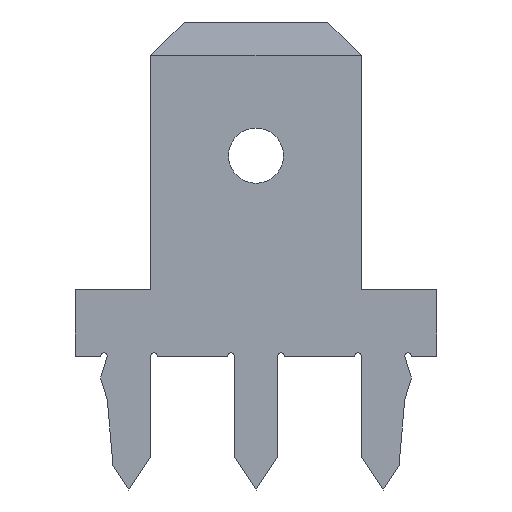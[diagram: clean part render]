
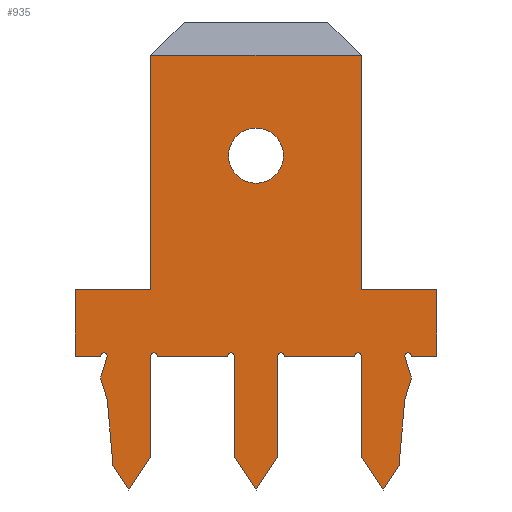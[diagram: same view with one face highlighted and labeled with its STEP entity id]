
A CAD part, front view. The second image highlights one B-rep face of the part: STEP entity #935.
In plain terms, the highlighted planar face has unit normal (0, -1, 0).
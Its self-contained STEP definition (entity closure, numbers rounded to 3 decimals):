
#290=CARTESIAN_POINT('',(0.,-0.8,-4.));
#291=DIRECTION('',(0.,-1.,0.));
#292=DIRECTION('',(1.,0.,0.));
#293=AXIS2_PLACEMENT_3D('',#290,#291,#292);
#295=CARTESIAN_POINT('',(0.,-0.8,-4.));
#296=DIRECTION('',(0.,-1.,0.));
#297=DIRECTION('',(-1.,0.,0.));
#298=AXIS2_PLACEMENT_3D('',#295,#296,#297);
#300=DIRECTION('',(-1.,0.,0.));
#301=VECTOR('',#300,6.3);
#302=CARTESIAN_POINT('',(3.15,-0.8,-1.));
#303=LINE('',#302,#301);
#304=DIRECTION('',(0.,0.,-1.));
#305=VECTOR('',#304,7.);
#306=CARTESIAN_POINT('',(3.15,-0.8,-1.));
#307=LINE('',#306,#305);
#308=DIRECTION('',(1.,0.,0.));
#309=VECTOR('',#308,2.25);
#310=CARTESIAN_POINT('',(3.15,-0.8,-8.));
#311=LINE('',#310,#309);
#312=DIRECTION('',(0.,0.,1.));
#313=VECTOR('',#312,2.);
#314=CARTESIAN_POINT('',(5.4,-0.8,-10.));
#315=LINE('',#314,#313);
#316=DIRECTION('',(-1.,0.,0.));
#317=VECTOR('',#316,0.75);
#318=CARTESIAN_POINT('',(5.4,-0.8,-10.));
#319=LINE('',#318,#317);
#320=CARTESIAN_POINT('',(4.55,-0.8,-10.));
#321=DIRECTION('',(0.,1.,0.));
#322=DIRECTION('',(-1.,0.,0.));
#323=AXIS2_PLACEMENT_3D('',#320,#321,#322);
#325=DIRECTION('',(0.294,0.,-0.956));
#326=VECTOR('',#325,0.68);
#327=CARTESIAN_POINT('',(4.45,-0.8,-10.));
#328=LINE('',#327,#326);
#329=DIRECTION('',(-0.294,0.,-0.956));
#330=VECTOR('',#329,0.68);
#331=CARTESIAN_POINT('',(4.65,-0.8,-10.65));
#332=LINE('',#331,#330);
#333=DIRECTION('',(-0.087,0.,-0.996));
#334=VECTOR('',#333,1.97);
#335=CARTESIAN_POINT('',(4.45,-0.8,-11.3));
#336=LINE('',#335,#334);
#337=DIRECTION('',(-0.544,0.,-0.839));
#338=VECTOR('',#337,0.879);
#339=CARTESIAN_POINT('',(4.278,-0.8,-13.263));
#340=LINE('',#339,#338);
#341=DIRECTION('',(-0.545,0.,0.838));
#342=VECTOR('',#341,1.193);
#343=CARTESIAN_POINT('',(3.8,-0.8,-14.));
#344=LINE('',#343,#342);
#345=DIRECTION('',(0.,0.,1.));
#346=VECTOR('',#345,3.);
#347=CARTESIAN_POINT('',(3.15,-0.8,-13.));
#348=LINE('',#347,#346);
#349=CARTESIAN_POINT('',(3.05,-0.8,-10.));
#350=DIRECTION('',(0.,1.,0.));
#351=DIRECTION('',(-1.,0.,0.));
#352=AXIS2_PLACEMENT_3D('',#349,#350,#351);
#354=DIRECTION('',(-1.,0.,0.));
#355=VECTOR('',#354,2.1);
#356=CARTESIAN_POINT('',(2.95,-0.8,-10.));
#357=LINE('',#356,#355);
#358=CARTESIAN_POINT('',(0.75,-0.8,-10.));
#359=DIRECTION('',(0.,1.,0.));
#360=DIRECTION('',(-1.,0.,0.));
#361=AXIS2_PLACEMENT_3D('',#358,#359,#360);
#363=DIRECTION('',(0.,0.,-1.));
#364=VECTOR('',#363,3.);
#365=CARTESIAN_POINT('',(0.65,-0.8,-10.));
#366=LINE('',#365,#364);
#367=DIRECTION('',(-0.545,0.,-0.838));
#368=VECTOR('',#367,1.193);
#369=CARTESIAN_POINT('',(0.65,-0.8,-13.));
#370=LINE('',#369,#368);
#371=DIRECTION('',(-0.545,0.,0.838));
#372=VECTOR('',#371,1.193);
#373=CARTESIAN_POINT('',(0.,-0.8,-14.));
#374=LINE('',#373,#372);
#375=DIRECTION('',(0.,0.,1.));
#376=VECTOR('',#375,3.);
#377=CARTESIAN_POINT('',(-0.65,-0.8,-13.));
#378=LINE('',#377,#376);
#379=CARTESIAN_POINT('',(-0.75,-0.8,-10.));
#380=DIRECTION('',(0.,1.,0.));
#381=DIRECTION('',(-1.,0.,0.));
#382=AXIS2_PLACEMENT_3D('',#379,#380,#381);
#384=DIRECTION('',(-1.,0.,0.));
#385=VECTOR('',#384,2.1);
#386=CARTESIAN_POINT('',(-0.85,-0.8,-10.));
#387=LINE('',#386,#385);
#388=CARTESIAN_POINT('',(-3.05,-0.8,-10.));
#389=DIRECTION('',(0.,1.,0.));
#390=DIRECTION('',(-1.,0.,0.));
#391=AXIS2_PLACEMENT_3D('',#388,#389,#390);
#393=DIRECTION('',(0.,0.,-1.));
#394=VECTOR('',#393,3.);
#395=CARTESIAN_POINT('',(-3.15,-0.8,-10.));
#396=LINE('',#395,#394);
#397=DIRECTION('',(-0.545,0.,-0.838));
#398=VECTOR('',#397,1.193);
#399=CARTESIAN_POINT('',(-3.15,-0.8,-13.));
#400=LINE('',#399,#398);
#401=DIRECTION('',(-0.544,0.,0.839));
#402=VECTOR('',#401,0.879);
#403=CARTESIAN_POINT('',(-3.8,-0.8,-14.));
#404=LINE('',#403,#402);
#405=DIRECTION('',(-0.087,0.,0.996));
#406=VECTOR('',#405,1.97);
#407=CARTESIAN_POINT('',(-4.278,-0.8,-13.263));
#408=LINE('',#407,#406);
#409=DIRECTION('',(-0.294,0.,0.956));
#410=VECTOR('',#409,0.68);
#411=CARTESIAN_POINT('',(-4.45,-0.8,-11.3));
#412=LINE('',#411,#410);
#413=DIRECTION('',(0.294,0.,0.956));
#414=VECTOR('',#413,0.68);
#415=CARTESIAN_POINT('',(-4.65,-0.8,-10.65));
#416=LINE('',#415,#414);
#417=CARTESIAN_POINT('',(-4.55,-0.8,-10.));
#418=DIRECTION('',(0.,1.,0.));
#419=DIRECTION('',(-1.,0.,0.));
#420=AXIS2_PLACEMENT_3D('',#417,#418,#419);
#422=DIRECTION('',(-1.,0.,0.));
#423=VECTOR('',#422,0.75);
#424=CARTESIAN_POINT('',(-4.65,-0.8,-10.));
#425=LINE('',#424,#423);
#426=DIRECTION('',(0.,0.,-1.));
#427=VECTOR('',#426,2.);
#428=CARTESIAN_POINT('',(-5.4,-0.8,-8.));
#429=LINE('',#428,#427);
#430=DIRECTION('',(1.,0.,0.));
#431=VECTOR('',#430,2.25);
#432=CARTESIAN_POINT('',(-5.4,-0.8,-8.));
#433=LINE('',#432,#431);
#434=DIRECTION('',(0.,0.,1.));
#435=VECTOR('',#434,7.);
#436=CARTESIAN_POINT('',(-3.15,-0.8,-8.));
#437=LINE('',#436,#435);
#606=CARTESIAN_POINT('',(0.825,-0.8,-4.));
#607=CARTESIAN_POINT('',(-0.825,-0.8,-4.));
#608=VERTEX_POINT('',#606);
#609=VERTEX_POINT('',#607);
#611=CARTESIAN_POINT('',(-3.15,-0.8,-8.));
#613=VERTEX_POINT('',#611);
#615=CARTESIAN_POINT('',(3.15,-0.8,-8.));
#617=VERTEX_POINT('',#615);
#638=CARTESIAN_POINT('',(4.65,-0.8,-10.65));
#639=CARTESIAN_POINT('',(4.45,-0.8,-11.3));
#640=VERTEX_POINT('',#638);
#641=VERTEX_POINT('',#639);
#642=CARTESIAN_POINT('',(4.278,-0.8,-13.263));
#643=VERTEX_POINT('',#642);
#644=CARTESIAN_POINT('',(3.8,-0.8,-14.));
#645=VERTEX_POINT('',#644);
#646=CARTESIAN_POINT('',(3.15,-0.8,-13.));
#647=VERTEX_POINT('',#646);
#648=CARTESIAN_POINT('',(-3.15,-0.8,-13.));
#649=CARTESIAN_POINT('',(-3.8,-0.8,-14.));
#650=VERTEX_POINT('',#648);
#651=VERTEX_POINT('',#649);
#652=CARTESIAN_POINT('',(-4.278,-0.8,-13.263));
#653=VERTEX_POINT('',#652);
#654=CARTESIAN_POINT('',(-4.45,-0.8,-11.3));
#655=VERTEX_POINT('',#654);
#656=CARTESIAN_POINT('',(-4.65,-0.8,-10.65));
#657=VERTEX_POINT('',#656);
#658=CARTESIAN_POINT('',(3.15,-0.8,-1.));
#659=CARTESIAN_POINT('',(-3.15,-0.8,-1.));
#660=VERTEX_POINT('',#658);
#661=VERTEX_POINT('',#659);
#680=CARTESIAN_POINT('',(0.65,-0.8,-13.));
#681=CARTESIAN_POINT('',(0.,-0.8,-14.));
#682=VERTEX_POINT('',#680);
#683=VERTEX_POINT('',#681);
#684=CARTESIAN_POINT('',(-0.65,-0.8,-13.));
#685=VERTEX_POINT('',#684);
#718=CARTESIAN_POINT('',(5.4,-0.8,-10.));
#719=CARTESIAN_POINT('',(5.4,-0.8,-8.));
#720=VERTEX_POINT('',#718);
#721=VERTEX_POINT('',#719);
#722=CARTESIAN_POINT('',(-5.4,-0.8,-8.));
#723=CARTESIAN_POINT('',(-5.4,-0.8,-10.));
#724=VERTEX_POINT('',#722);
#725=VERTEX_POINT('',#723);
#726=CARTESIAN_POINT('',(4.45,-0.8,-10.));
#727=CARTESIAN_POINT('',(4.65,-0.8,-10.));
#728=VERTEX_POINT('',#726);
#729=VERTEX_POINT('',#727);
#730=CARTESIAN_POINT('',(2.95,-0.8,-10.));
#731=CARTESIAN_POINT('',(3.15,-0.8,-10.));
#732=VERTEX_POINT('',#730);
#733=VERTEX_POINT('',#731);
#734=CARTESIAN_POINT('',(-4.65,-0.8,-10.));
#735=CARTESIAN_POINT('',(-4.45,-0.8,-10.));
#736=VERTEX_POINT('',#734);
#737=VERTEX_POINT('',#735);
#738=CARTESIAN_POINT('',(-3.15,-0.8,-10.));
#739=CARTESIAN_POINT('',(-2.95,-0.8,-10.));
#740=VERTEX_POINT('',#738);
#741=VERTEX_POINT('',#739);
#742=CARTESIAN_POINT('',(-0.85,-0.8,-10.));
#743=CARTESIAN_POINT('',(-0.65,-0.8,-10.));
#744=VERTEX_POINT('',#742);
#745=VERTEX_POINT('',#743);
#746=CARTESIAN_POINT('',(0.65,-0.8,-10.));
#747=CARTESIAN_POINT('',(0.85,-0.8,-10.));
#748=VERTEX_POINT('',#746);
#749=VERTEX_POINT('',#747);
#858=CARTESIAN_POINT('',(0.,-0.8,0.));
#859=DIRECTION('',(0.,1.,0.));
#860=DIRECTION('',(1.,0.,0.));
#861=AXIS2_PLACEMENT_3D('',#858,#859,#860);
#862=PLANE('',#861);
#864=ORIENTED_EDGE('',*,*,#863,.F.);
#866=ORIENTED_EDGE('',*,*,#865,.T.);
#868=ORIENTED_EDGE('',*,*,#867,.T.);
#870=ORIENTED_EDGE('',*,*,#869,.F.);
#872=ORIENTED_EDGE('',*,*,#871,.T.);
#874=ORIENTED_EDGE('',*,*,#873,.F.);
#876=ORIENTED_EDGE('',*,*,#875,.T.);
#878=ORIENTED_EDGE('',*,*,#877,.T.);
#880=ORIENTED_EDGE('',*,*,#879,.T.);
#882=ORIENTED_EDGE('',*,*,#881,.T.);
#884=ORIENTED_EDGE('',*,*,#883,.T.);
#886=ORIENTED_EDGE('',*,*,#885,.T.);
#888=ORIENTED_EDGE('',*,*,#887,.F.);
#890=ORIENTED_EDGE('',*,*,#889,.T.);
#892=ORIENTED_EDGE('',*,*,#891,.F.);
#894=ORIENTED_EDGE('',*,*,#893,.T.);
#896=ORIENTED_EDGE('',*,*,#895,.T.);
#898=ORIENTED_EDGE('',*,*,#897,.T.);
#900=ORIENTED_EDGE('',*,*,#899,.T.);
#902=ORIENTED_EDGE('',*,*,#901,.F.);
#904=ORIENTED_EDGE('',*,*,#903,.T.);
#906=ORIENTED_EDGE('',*,*,#905,.F.);
#908=ORIENTED_EDGE('',*,*,#907,.T.);
#910=ORIENTED_EDGE('',*,*,#909,.T.);
#912=ORIENTED_EDGE('',*,*,#911,.T.);
#914=ORIENTED_EDGE('',*,*,#913,.T.);
#916=ORIENTED_EDGE('',*,*,#915,.T.);
#918=ORIENTED_EDGE('',*,*,#917,.T.);
#920=ORIENTED_EDGE('',*,*,#919,.F.);
#922=ORIENTED_EDGE('',*,*,#921,.T.);
#924=ORIENTED_EDGE('',*,*,#923,.F.);
#926=ORIENTED_EDGE('',*,*,#925,.T.);
#928=ORIENTED_EDGE('',*,*,#927,.T.);
#929=EDGE_LOOP('',(#864,#866,#868,#870,#872,#874,#876,#878,#880,#882,#884,#886,
#888,#890,#892,#894,#896,#898,#900,#902,#904,#906,#908,#910,#912,#914,#916,#918,
#920,#922,#924,#926,#928));
#930=FACE_OUTER_BOUND('',#929,.F.);
#931=ORIENTED_EDGE('',*,*,#838,.T.);
#932=ORIENTED_EDGE('',*,*,#852,.T.);
#933=EDGE_LOOP('',(#931,#932));
#934=FACE_BOUND('',#933,.F.);
#294=CIRCLE('',#293,0.825);
#299=CIRCLE('',#298,0.825);
#324=CIRCLE('',#323,0.1);
#353=CIRCLE('',#352,0.1);
#362=CIRCLE('',#361,0.1);
#383=CIRCLE('',#382,0.1);
#392=CIRCLE('',#391,0.1);
#421=CIRCLE('',#420,0.1);
#838=EDGE_CURVE('',#608,#609,#294,.T.);
#852=EDGE_CURVE('',#609,#608,#299,.T.);
#863=EDGE_CURVE('',#660,#661,#303,.T.);
#865=EDGE_CURVE('',#660,#617,#307,.T.);
#867=EDGE_CURVE('',#617,#721,#311,.T.);
#869=EDGE_CURVE('',#720,#721,#315,.T.);
#871=EDGE_CURVE('',#720,#729,#319,.T.);
#873=EDGE_CURVE('',#728,#729,#324,.T.);
#875=EDGE_CURVE('',#728,#640,#328,.T.);
#877=EDGE_CURVE('',#640,#641,#332,.T.);
#879=EDGE_CURVE('',#641,#643,#336,.T.);
#881=EDGE_CURVE('',#643,#645,#340,.T.);
#883=EDGE_CURVE('',#645,#647,#344,.T.);
#885=EDGE_CURVE('',#647,#733,#348,.T.);
#887=EDGE_CURVE('',#732,#733,#353,.T.);
#889=EDGE_CURVE('',#732,#749,#357,.T.);
#891=EDGE_CURVE('',#748,#749,#362,.T.);
#893=EDGE_CURVE('',#748,#682,#366,.T.);
#895=EDGE_CURVE('',#682,#683,#370,.T.);
#897=EDGE_CURVE('',#683,#685,#374,.T.);
#899=EDGE_CURVE('',#685,#745,#378,.T.);
#901=EDGE_CURVE('',#744,#745,#383,.T.);
#903=EDGE_CURVE('',#744,#741,#387,.T.);
#905=EDGE_CURVE('',#740,#741,#392,.T.);
#907=EDGE_CURVE('',#740,#650,#396,.T.);
#909=EDGE_CURVE('',#650,#651,#400,.T.);
#911=EDGE_CURVE('',#651,#653,#404,.T.);
#913=EDGE_CURVE('',#653,#655,#408,.T.);
#915=EDGE_CURVE('',#655,#657,#412,.T.);
#917=EDGE_CURVE('',#657,#737,#416,.T.);
#919=EDGE_CURVE('',#736,#737,#421,.T.);
#921=EDGE_CURVE('',#736,#725,#425,.T.);
#923=EDGE_CURVE('',#724,#725,#429,.T.);
#925=EDGE_CURVE('',#724,#613,#433,.T.);
#927=EDGE_CURVE('',#613,#661,#437,.T.);
#935=ADVANCED_FACE('',(#930,#934),#862,.F.);
